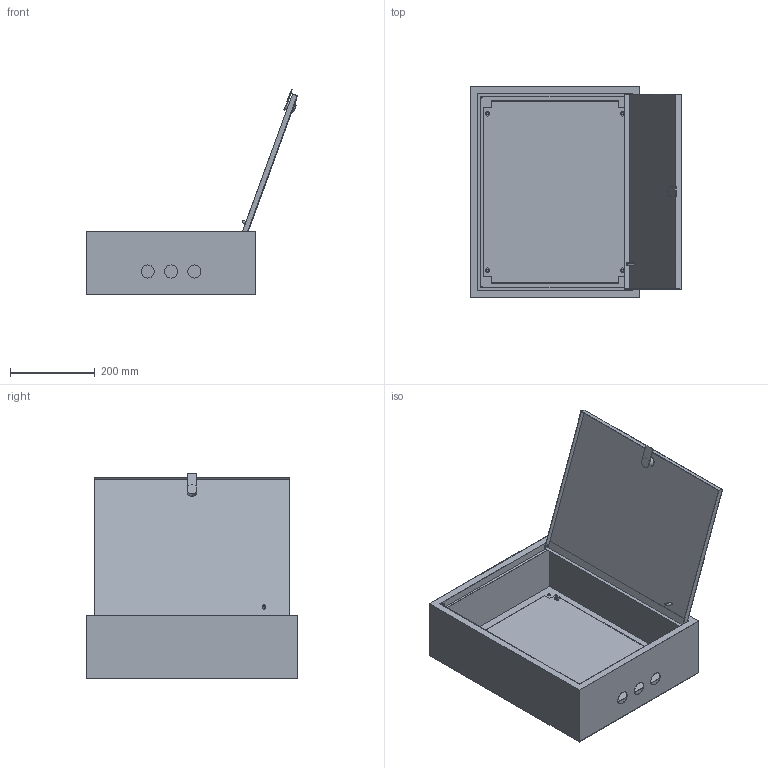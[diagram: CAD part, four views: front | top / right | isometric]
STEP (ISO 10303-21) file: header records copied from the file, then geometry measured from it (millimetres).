
FILE_DESCRIPTION (( 'STEP AP214' ), '1' );
FILE_NAME ('SHMP_GEN_IP31.SLDASM2-1.STEP', '2021-03-22T06:18:31', ( '' ), ( '' ), 'SwSTEP 2.0', 'SolidWorks 2017', '' );
FILE_SCHEMA (( 'AUTOMOTIVE_DESIGN' ));
Length unit declared in the file: millimetre
Products named in the file (5): Panel_SHMP_GEN_2; SHMP_GEN_IP31.SLDASM2-1; Dver_SHMP_GEN_2; Obolochka_SHMP_GEN_2-1; Gaika_6
Assembly tree (7 placements, depth 2):
  SHMP_GEN_IP31.SLDASM2-1
    Obolochka_SHMP_GEN_2-1
    Dver_SHMP_GEN_2
    Panel_SHMP_GEN_2
    Gaika_6  x4
Bounding box: 498.97 x 500 x 485.33 mm (x, y, z)
Volume: 792862.7 mm3; surface area: 1780091.1 mm2
Topology: 8 solids, 8 shells, 184 faces, 448 edges, 294 vertices
Faces by surface type: plane 112, cylinder 58, cone 14
Entity records: 4823 total; most frequent: DIRECTION 824, CARTESIAN_POINT 786, ORIENTED_EDGE 752, EDGE_CURVE 376, AXIS2_PLACEMENT_3D 284, LINE 256, VECTOR 256, VERTEX_POINT 246
